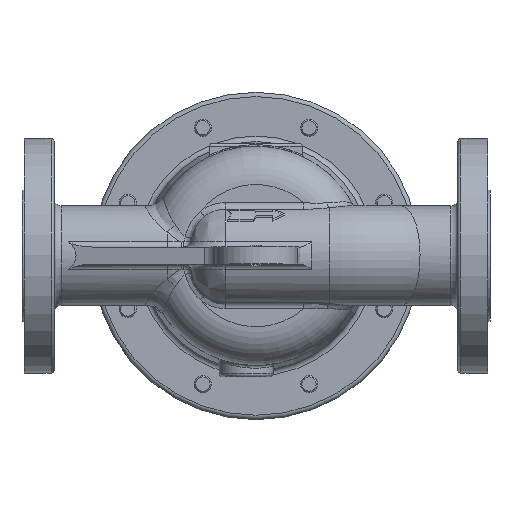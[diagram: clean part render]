
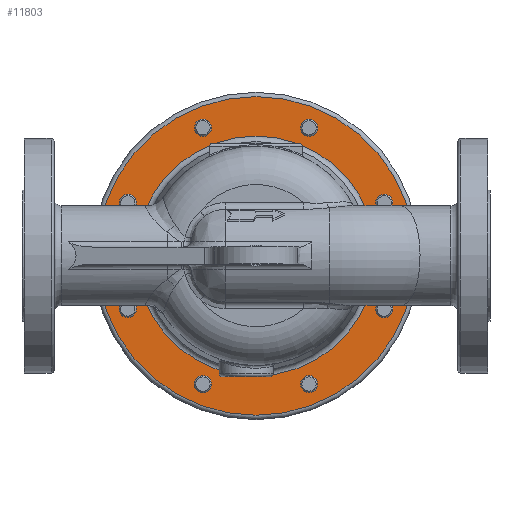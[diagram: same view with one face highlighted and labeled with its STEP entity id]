
A CAD part, top view. The second image highlights one B-rep face of the part: STEP entity #11803.
In plain terms, the highlighted planar face has unit normal (0, 0, 1).
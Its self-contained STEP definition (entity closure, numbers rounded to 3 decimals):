
#6960=CARTESIAN_POINT('',(-33.069,85.836,167.5));
#6961=VERTEX_POINT('',#6960);
#6962=CARTESIAN_POINT('',(-37.312,90.078,167.5));
#6963=DIRECTION('',(0.0,0.0,-1.0));
#6964=DIRECTION('',(-0.707,0.707,0.0));
#6965=AXIS2_PLACEMENT_3D('',#6962,#6963,#6964);
#6966=CIRCLE('',#6965,6.);
#6967=EDGE_CURVE('',#6961,#6961,#6966,.T.);
#7074=CARTESIAN_POINT('',(37.312,84.078,167.5));
#7075=VERTEX_POINT('',#7074);
#7076=CARTESIAN_POINT('',(37.312,90.078,167.5));
#7077=DIRECTION('',(0.0,0.0,-1.0));
#7078=DIRECTION('',(0.0,1.0,0.0));
#7079=AXIS2_PLACEMENT_3D('',#7076,#7077,#7078);
#7080=CIRCLE('',#7079,6.);
#7081=EDGE_CURVE('',#7075,#7075,#7080,.T.);
#7188=CARTESIAN_POINT('',(85.836,33.069,167.5));
#7189=VERTEX_POINT('',#7188);
#7190=CARTESIAN_POINT('',(90.078,37.312,167.5));
#7191=DIRECTION('',(0.0,0.0,-1.0));
#7192=DIRECTION('',(0.707,0.707,0.0));
#7193=AXIS2_PLACEMENT_3D('',#7190,#7191,#7192);
#7194=CIRCLE('',#7193,6.);
#7195=EDGE_CURVE('',#7189,#7189,#7194,.T.);
#7302=CARTESIAN_POINT('',(84.078,-37.312,167.5));
#7303=VERTEX_POINT('',#7302);
#7304=CARTESIAN_POINT('',(90.078,-37.312,167.5));
#7305=DIRECTION('',(0.0,0.0,-1.0));
#7306=DIRECTION('',(1.0,0.0,0.0));
#7307=AXIS2_PLACEMENT_3D('',#7304,#7305,#7306);
#7308=CIRCLE('',#7307,6.);
#7309=EDGE_CURVE('',#7303,#7303,#7308,.T.);
#7416=CARTESIAN_POINT('',(33.069,-85.836,167.5));
#7417=VERTEX_POINT('',#7416);
#7418=CARTESIAN_POINT('',(37.312,-90.078,167.5));
#7419=DIRECTION('',(0.0,0.0,-1.0));
#7420=DIRECTION('',(0.707,-0.707,0.0));
#7421=AXIS2_PLACEMENT_3D('',#7418,#7419,#7420);
#7422=CIRCLE('',#7421,6.);
#7423=EDGE_CURVE('',#7417,#7417,#7422,.T.);
#7530=CARTESIAN_POINT('',(-37.312,-84.078,167.5));
#7531=VERTEX_POINT('',#7530);
#7532=CARTESIAN_POINT('',(-37.312,-90.078,167.5));
#7533=DIRECTION('',(0.0,0.0,-1.0));
#7534=DIRECTION('',(0.0,-1.0,0.0));
#7535=AXIS2_PLACEMENT_3D('',#7532,#7533,#7534);
#7536=CIRCLE('',#7535,6.);
#7537=EDGE_CURVE('',#7531,#7531,#7536,.T.);
#7644=CARTESIAN_POINT('',(-85.836,-33.069,167.5));
#7645=VERTEX_POINT('',#7644);
#7646=CARTESIAN_POINT('',(-90.078,-37.312,167.5));
#7647=DIRECTION('',(0.0,0.0,-1.0));
#7648=DIRECTION('',(-0.707,-0.707,0.0));
#7649=AXIS2_PLACEMENT_3D('',#7646,#7647,#7648);
#7650=CIRCLE('',#7649,6.);
#7651=EDGE_CURVE('',#7645,#7645,#7650,.T.);
#9375=CARTESIAN_POINT('',(-84.078,37.312,167.5));
#9376=VERTEX_POINT('',#9375);
#9377=CARTESIAN_POINT('',(-90.078,37.312,167.5));
#9378=DIRECTION('',(0.0,0.0,-1.0));
#9379=DIRECTION('',(-1.0,0.0,0.0));
#9380=AXIS2_PLACEMENT_3D('',#9377,#9378,#9379);
#9381=CIRCLE('',#9380,6.);
#9382=EDGE_CURVE('',#9376,#9376,#9381,.T.);
#11737=CARTESIAN_POINT('',(112.0,0.,167.5));
#11738=VERTEX_POINT('',#11737);
#11739=CARTESIAN_POINT('',(0.0,0.0,167.5));
#11740=DIRECTION('',(0.0,0.0,-1.0));
#11741=DIRECTION('',(-1.0,0.0,0.0));
#11742=AXIS2_PLACEMENT_3D('',#11739,#11740,#11741);
#11743=CIRCLE('',#11742,112.0);
#11744=EDGE_CURVE('',#11738,#11738,#11743,.T.);
#11760=CARTESIAN_POINT('',(0.0,0.0,167.5));
#11761=DIRECTION('',(0.0,0.0,-1.0));
#11762=DIRECTION('',(-1.0,0.0,0.0));
#11763=AXIS2_PLACEMENT_3D('',#11760,#11761,#11762);
#11764=PLANE('',#11763);
#11765=ORIENTED_EDGE('',*,*,#11744,.F.);
#11766=EDGE_LOOP('',(#11765));
#11767=FACE_OUTER_BOUND('',#11766,.T.);
#11768=ORIENTED_EDGE('',*,*,#6967,.T.);
#11769=EDGE_LOOP('',(#11768));
#11770=FACE_BOUND('',#11769,.T.);
#11771=ORIENTED_EDGE('',*,*,#7081,.T.);
#11772=EDGE_LOOP('',(#11771));
#11773=FACE_BOUND('',#11772,.T.);
#11774=ORIENTED_EDGE('',*,*,#7195,.T.);
#11775=EDGE_LOOP('',(#11774));
#11776=FACE_BOUND('',#11775,.T.);
#11777=ORIENTED_EDGE('',*,*,#7309,.T.);
#11778=EDGE_LOOP('',(#11777));
#11779=FACE_BOUND('',#11778,.T.);
#11780=ORIENTED_EDGE('',*,*,#7423,.T.);
#11781=EDGE_LOOP('',(#11780));
#11782=FACE_BOUND('',#11781,.T.);
#11783=ORIENTED_EDGE('',*,*,#7537,.T.);
#11784=EDGE_LOOP('',(#11783));
#11785=FACE_BOUND('',#11784,.T.);
#11786=ORIENTED_EDGE('',*,*,#7651,.T.);
#11787=EDGE_LOOP('',(#11786));
#11788=FACE_BOUND('',#11787,.T.);
#11789=ORIENTED_EDGE('',*,*,#9382,.T.);
#11790=EDGE_LOOP('',(#11789));
#11791=FACE_BOUND('',#11790,.T.);
#11792=CARTESIAN_POINT('',(-84.279,0.,167.5));
#11793=VERTEX_POINT('',#11792);
#11794=CARTESIAN_POINT('',(0.0,0.0,167.5));
#11795=DIRECTION('',(0.0,0.0,1.0));
#11796=DIRECTION('',(1.0,0.0,0.0));
#11797=AXIS2_PLACEMENT_3D('',#11794,#11795,#11796);
#11798=CIRCLE('',#11797,84.279);
#11799=EDGE_CURVE('',#11793,#11793,#11798,.T.);
#11800=ORIENTED_EDGE('',*,*,#11799,.F.);
#11801=EDGE_LOOP('',(#11800));
#11802=FACE_BOUND('',#11801,.T.);
#11803=ADVANCED_FACE('',(#11767,#11770,#11773,#11776,#11779,#11782,#11785,#11788,#11791,#11802),#11764,.F.);
